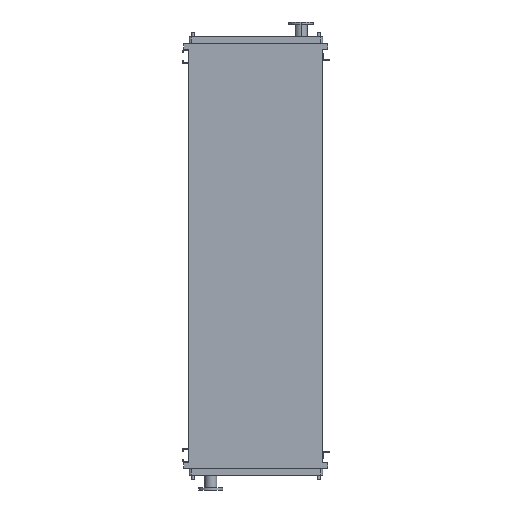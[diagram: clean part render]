
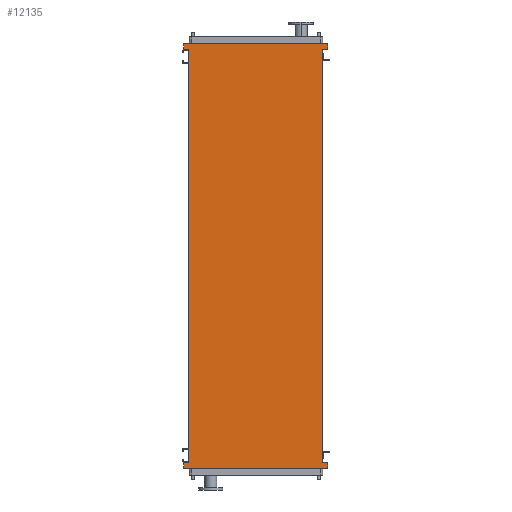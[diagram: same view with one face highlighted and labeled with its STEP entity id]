
A CAD part, front view. The second image highlights one B-rep face of the part: STEP entity #12135.
In plain terms, the highlighted planar face has unit normal (0, -1, 0).
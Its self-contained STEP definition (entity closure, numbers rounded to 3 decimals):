
#5 = CARTESIAN_POINT ( 'NONE',  ( -651., 0., -3745. ) ) ;
#159 = VECTOR ( 'NONE', #10709, 1000. ) ;
#209 = LINE ( 'NONE', #1256, #11426 ) ;
#347 = DIRECTION ( 'NONE',  ( 0., 0., 1. ) ) ;
#519 = CARTESIAN_POINT ( 'NONE',  ( -651., 0., -3693. ) ) ;
#798 = ORIENTED_EDGE ( 'NONE', *, *, #6667, .F. ) ;
#1061 = DIRECTION ( 'NONE',  ( 0., 0., -1. ) ) ;
#1151 = DIRECTION ( 'NONE',  ( 0., 0., 1. ) ) ;
#1200 = EDGE_CURVE ( 'NONE', #6671, #6164, #1961, .T. ) ;
#1219 = CARTESIAN_POINT ( 'NONE',  ( -605., 0., -3650. ) ) ;
#1252 = EDGE_CURVE ( 'NONE', #4626, #5925, #2409, .T. ) ;
#1256 = CARTESIAN_POINT ( 'NONE',  ( -651., 0., 43. ) ) ;
#1262 = CARTESIAN_POINT ( 'NONE',  ( -651., 0., -3745. ) ) ;
#1639 = FACE_OUTER_BOUND ( 'NONE', #10772, .T. ) ;
#1827 = LINE ( 'NONE', #9490, #7871 ) ;
#1890 = DIRECTION ( 'NONE',  ( -1., 0., 0. ) ) ;
#1961 = LINE ( 'NONE', #9892, #10428 ) ;
#2409 = LINE ( 'NONE', #1262, #9598 ) ;
#2602 = CARTESIAN_POINT ( 'NONE',  ( -605., 0., -3650. ) ) ;
#3097 = LINE ( 'NONE', #1219, #4108 ) ;
#3135 = VECTOR ( 'NONE', #7184, 1000. ) ;
#3376 = DIRECTION ( 'NONE',  ( -1., 0., 0. ) ) ;
#3381 = CARTESIAN_POINT ( 'NONE',  ( 651., 0., 95. ) ) ;
#3409 = VECTOR ( 'NONE', #11808, 1000. ) ;
#3702 = DIRECTION ( 'NONE',  ( 0., 0., -1. ) ) ;
#3712 = EDGE_CURVE ( 'NONE', #4460, #5693, #209, .T. ) ;
#3993 = CARTESIAN_POINT ( 'NONE',  ( 651., 0., 95. ) ) ;
#4028 = ORIENTED_EDGE ( 'NONE', *, *, #1252, .F. ) ;
#4050 = EDGE_CURVE ( 'NONE', #11521, #6671, #4721, .T. ) ;
#4108 = VECTOR ( 'NONE', #1151, 1000. ) ;
#4160 = CARTESIAN_POINT ( 'NONE',  ( 605., 0., 43. ) ) ;
#4460 = VERTEX_POINT ( 'NONE', #5973 ) ;
#4594 = LINE ( 'NONE', #519, #11518 ) ;
#4626 = VERTEX_POINT ( 'NONE', #5 ) ;
#4656 = CARTESIAN_POINT ( 'NONE',  ( 605., 0., -3693. ) ) ;
#4721 = LINE ( 'NONE', #4656, #159 ) ;
#4914 = LINE ( 'NONE', #10970, #3409 ) ;
#4928 = EDGE_CURVE ( 'NONE', #6164, #4626, #12203, .T. ) ;
#4971 = EDGE_CURVE ( 'NONE', #5925, #6464, #4594, .T. ) ;
#5023 = CARTESIAN_POINT ( 'NONE',  ( 605., 0., -3693. ) ) ;
#5263 = CARTESIAN_POINT ( 'NONE',  ( 605., 0., -3650. ) ) ;
#5693 = VERTEX_POINT ( 'NONE', #8655 ) ;
#5886 = CARTESIAN_POINT ( 'NONE',  ( -651., 0., -3693. ) ) ;
#5925 = VERTEX_POINT ( 'NONE', #5886 ) ;
#5973 = CARTESIAN_POINT ( 'NONE',  ( -605., 0., 43. ) ) ;
#6164 = VERTEX_POINT ( 'NONE', #11111 ) ;
#6297 = ORIENTED_EDGE ( 'NONE', *, *, #3712, .F. ) ;
#6338 = CARTESIAN_POINT ( 'NONE',  ( 651., 0., -3745. ) ) ;
#6464 = VERTEX_POINT ( 'NONE', #8066 ) ;
#6572 = ORIENTED_EDGE ( 'NONE', *, *, #7605, .F. ) ;
#6589 = ORIENTED_EDGE ( 'NONE', *, *, #4050, .F. ) ;
#6667 = EDGE_CURVE ( 'NONE', #5693, #12242, #4914, .T. ) ;
#6671 = VERTEX_POINT ( 'NONE', #8082 ) ;
#6800 = CARTESIAN_POINT ( 'NONE',  ( 605., 0., 43. ) ) ;
#6803 = VECTOR ( 'NONE', #347, 1000. ) ;
#7051 = VERTEX_POINT ( 'NONE', #3993 ) ;
#7184 = DIRECTION ( 'NONE',  ( 1., 0., 0. ) ) ;
#7201 = VECTOR ( 'NONE', #3376, 1000. ) ;
#7234 = ORIENTED_EDGE ( 'NONE', *, *, #12031, .T. ) ;
#7294 = EDGE_CURVE ( 'NONE', #7051, #8189, #1827, .T. ) ;
#7441 = EDGE_CURVE ( 'NONE', #8189, #7662, #8717, .T. ) ;
#7505 = PLANE ( 'NONE',  #9266 ) ;
#7605 = EDGE_CURVE ( 'NONE', #12242, #7051, #8224, .T. ) ;
#7662 = VERTEX_POINT ( 'NONE', #4160 ) ;
#7871 = VECTOR ( 'NONE', #11374, 1000. ) ;
#8066 = CARTESIAN_POINT ( 'NONE',  ( -605., 0., -3693. ) ) ;
#8082 = CARTESIAN_POINT ( 'NONE',  ( 651., 0., -3693. ) ) ;
#8189 = VERTEX_POINT ( 'NONE', #10096 ) ;
#8224 = LINE ( 'NONE', #3381, #3135 ) ;
#8460 = DIRECTION ( 'NONE',  ( 1., 0., 0. ) ) ;
#8655 = CARTESIAN_POINT ( 'NONE',  ( -651., 0., 43. ) ) ;
#8657 = CARTESIAN_POINT ( 'NONE',  ( -651., 0., 95. ) ) ;
#8704 = ORIENTED_EDGE ( 'NONE', *, *, #7441, .F. ) ;
#8717 = LINE ( 'NONE', #6800, #11569 ) ;
#8884 = ORIENTED_EDGE ( 'NONE', *, *, #7294, .F. ) ;
#8978 = DIRECTION ( 'NONE',  ( -1., 0., 0. ) ) ;
#8981 = ORIENTED_EDGE ( 'NONE', *, *, #1200, .F. ) ;
#9266 = AXIS2_PLACEMENT_3D ( 'NONE', #2602, #11370, #3702 ) ;
#9490 = CARTESIAN_POINT ( 'NONE',  ( 651., 0., 43. ) ) ;
#9598 = VECTOR ( 'NONE', #11240, 1000. ) ;
#9892 = CARTESIAN_POINT ( 'NONE',  ( 651., 0., -3693. ) ) ;
#10096 = CARTESIAN_POINT ( 'NONE',  ( 651., 0., 43. ) ) ;
#10151 = LINE ( 'NONE', #5263, #6803 ) ;
#10428 = VECTOR ( 'NONE', #1061, 1000. ) ;
#10477 = ORIENTED_EDGE ( 'NONE', *, *, #12445, .F. ) ;
#10562 = ORIENTED_EDGE ( 'NONE', *, *, #4971, .F. ) ;
#10709 = DIRECTION ( 'NONE',  ( 1., 0., 0. ) ) ;
#10772 = EDGE_LOOP ( 'NONE', ( #7234, #8704, #8884, #6572, #798, #6297, #10477, #10562, #4028, #11373, #8981, #6589 ) ) ;
#10970 = CARTESIAN_POINT ( 'NONE',  ( -651., 0., 95. ) ) ;
#11111 = CARTESIAN_POINT ( 'NONE',  ( 651., 0., -3745. ) ) ;
#11240 = DIRECTION ( 'NONE',  ( 0., 0., 1. ) ) ;
#11370 = DIRECTION ( 'NONE',  ( 0., -1., 0. ) ) ;
#11373 = ORIENTED_EDGE ( 'NONE', *, *, #4928, .F. ) ;
#11374 = DIRECTION ( 'NONE',  ( 0., 0., -1. ) ) ;
#11426 = VECTOR ( 'NONE', #8978, 1000. ) ;
#11518 = VECTOR ( 'NONE', #8460, 1000. ) ;
#11521 = VERTEX_POINT ( 'NONE', #5023 ) ;
#11569 = VECTOR ( 'NONE', #1890, 1000. ) ;
#11808 = DIRECTION ( 'NONE',  ( 0., 0., 1. ) ) ;
#12031 = EDGE_CURVE ( 'NONE', #11521, #7662, #10151, .T. ) ;
#12135 = ADVANCED_FACE ( 'NONE', ( #1639 ), #7505, .T. ) ;
#12203 = LINE ( 'NONE', #6338, #7201 ) ;
#12242 = VERTEX_POINT ( 'NONE', #8657 ) ;
#12445 = EDGE_CURVE ( 'NONE', #6464, #4460, #3097, .T. ) ;
